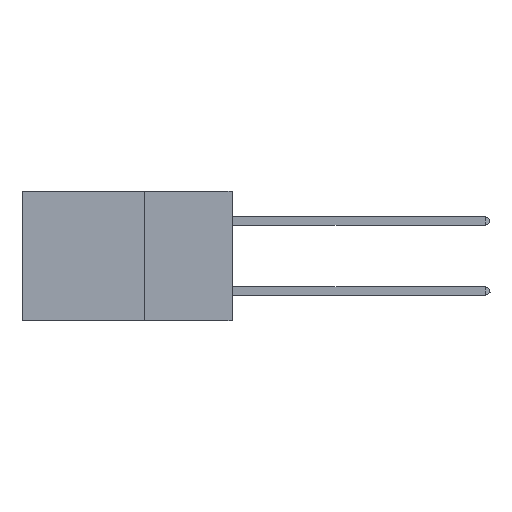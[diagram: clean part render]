
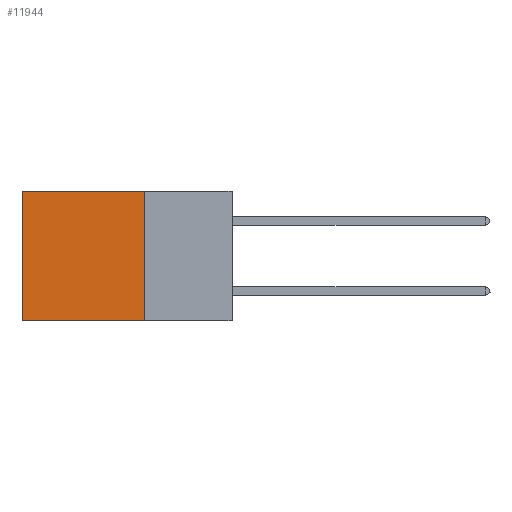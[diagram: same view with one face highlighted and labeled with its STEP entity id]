
A CAD part, left-side view. The second image highlights one B-rep face of the part: STEP entity #11944.
In plain terms, the highlighted planar face has unit normal (-1, 0, 0).
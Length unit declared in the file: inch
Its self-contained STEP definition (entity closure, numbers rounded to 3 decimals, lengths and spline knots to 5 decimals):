
#28 = CARTESIAN_POINT ( 'NONE',  ( 0.2875, 0.6, 0. ) ) ;
#1300 = CARTESIAN_POINT ( 'NONE',  ( 0.2875, 0.6, -0.37 ) ) ;
#2303 = CARTESIAN_POINT ( 'NONE',  ( 0.2875, 0.25, 0. ) ) ;
#2541 = VERTEX_POINT ( 'NONE', #15006 ) ;
#3014 = VERTEX_POINT ( 'NONE', #17650 ) ;
#4015 = ORIENTED_EDGE ( 'NONE', *, *, #4952, .F. ) ;
#4229 = DIRECTION ( 'NONE',  ( 0., 1., 0. ) ) ;
#4528 = FACE_OUTER_BOUND ( 'NONE', #4835, .T. ) ;
#4835 = EDGE_LOOP ( 'NONE', ( #17729, #12380, #4015, #10360 ) ) ;
#4952 = EDGE_CURVE ( 'NONE', #3014, #2541, #6900, .T. ) ;
#5555 = CARTESIAN_POINT ( 'NONE',  ( 0.2875, 0.25, -0.37 ) ) ;
#5723 = LINE ( 'NONE', #5555, #17978 ) ;
#6638 = LINE ( 'NONE', #7418, #15311 ) ;
#6888 = LINE ( 'NONE', #12838, #7923 ) ;
#6900 = LINE ( 'NONE', #11132, #20915 ) ;
#7239 = DIRECTION ( 'NONE',  ( 0., 0., -1. ) ) ;
#7418 = CARTESIAN_POINT ( 'NONE',  ( 0.2875, 0.6, 0. ) ) ;
#7923 = VECTOR ( 'NONE', #8167, 39.37008 ) ;
#8085 = VERTEX_POINT ( 'NONE', #1300 ) ;
#8167 = DIRECTION ( 'NONE',  ( 0., 1., 0. ) ) ;
#10263 = EDGE_CURVE ( 'NONE', #3014, #12739, #6888, .T. ) ;
#10360 = ORIENTED_EDGE ( 'NONE', *, *, #10263, .T. ) ;
#11132 = CARTESIAN_POINT ( 'NONE',  ( 0.2875, 0.25, 0. ) ) ;
#11944 = ADVANCED_FACE ( 'NONE', ( #4528 ), #13839, .F. ) ;
#12380 = ORIENTED_EDGE ( 'NONE', *, *, #17953, .F. ) ;
#12739 = VERTEX_POINT ( 'NONE', #28 ) ;
#12838 = CARTESIAN_POINT ( 'NONE',  ( 0.2875, 0.25, 0. ) ) ;
#13361 = AXIS2_PLACEMENT_3D ( 'NONE', #2303, #20343, #7239 ) ;
#13839 = PLANE ( 'NONE',  #13361 ) ;
#15006 = CARTESIAN_POINT ( 'NONE',  ( 0.2875, 0.25, -0.37 ) ) ;
#15311 = VECTOR ( 'NONE', #17615, 39.37008 ) ;
#17615 = DIRECTION ( 'NONE',  ( 0., 0., -1. ) ) ;
#17650 = CARTESIAN_POINT ( 'NONE',  ( 0.2875, 0.25, 0. ) ) ;
#17729 = ORIENTED_EDGE ( 'NONE', *, *, #20764, .T. ) ;
#17953 = EDGE_CURVE ( 'NONE', #2541, #8085, #5723, .T. ) ;
#17978 = VECTOR ( 'NONE', #4229, 39.37008 ) ;
#19148 = DIRECTION ( 'NONE',  ( 0., 0., -1. ) ) ;
#20343 = DIRECTION ( 'NONE',  ( 1., 0., 0. ) ) ;
#20764 = EDGE_CURVE ( 'NONE', #12739, #8085, #6638, .T. ) ;
#20915 = VECTOR ( 'NONE', #19148, 39.37008 ) ;
